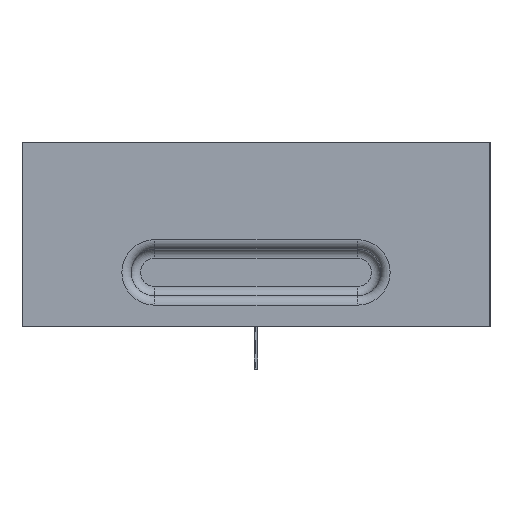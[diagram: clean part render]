
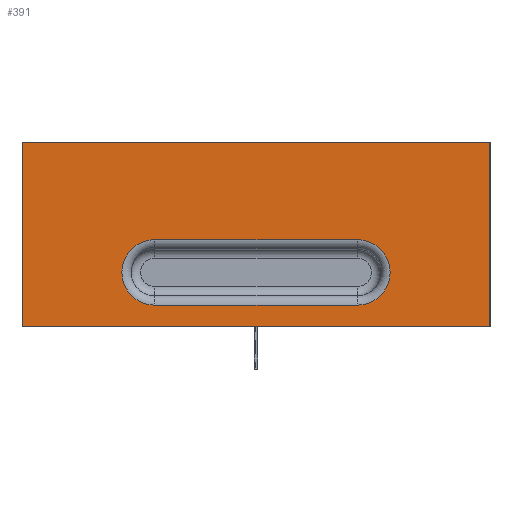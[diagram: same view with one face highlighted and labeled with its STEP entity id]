
A CAD part, left-side view. The second image highlights one B-rep face of the part: STEP entity #391.
In plain terms, the highlighted planar face has unit normal (-1, 0, 0).
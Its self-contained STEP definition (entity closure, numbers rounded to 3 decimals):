
#391 = ADVANCED_FACE( '', ( #902, #903 ), #904, .F. );
#902 = FACE_BOUND( '', #1490, .T. );
#903 = FACE_OUTER_BOUND( '', #1491, .T. );
#904 = PLANE( '', #1492 );
#1490 = EDGE_LOOP( '', ( #3228, #3229, #3230, #3231 ) );
#1491 = EDGE_LOOP( '', ( #3232, #3233, #3234, #3235 ) );
#1492 = AXIS2_PLACEMENT_3D( '', #3236, #3237, #3238 );
#3228 = ORIENTED_EDGE( '', *, *, #4316, .T. );
#3229 = ORIENTED_EDGE( '', *, *, #4317, .T. );
#3230 = ORIENTED_EDGE( '', *, *, #4318, .T. );
#3231 = ORIENTED_EDGE( '', *, *, #4319, .T. );
#3232 = ORIENTED_EDGE( '', *, *, #4320, .T. );
#3233 = ORIENTED_EDGE( '', *, *, #4321, .F. );
#3234 = ORIENTED_EDGE( '', *, *, #4322, .F. );
#3235 = ORIENTED_EDGE( '', *, *, #4323, .T. );
#3236 = CARTESIAN_POINT( '', ( -105.75, 75., 59. ) );
#3237 = DIRECTION( '', ( 1., 0., 0. ) );
#3238 = DIRECTION( '', ( 0., 0., -1. ) );
#4316 = EDGE_CURVE( '', #5320, #5321, #5322, .T. );
#4317 = EDGE_CURVE( '', #5321, #5323, #5324, .F. );
#4318 = EDGE_CURVE( '', #5323, #5325, #5326, .T. );
#4319 = EDGE_CURVE( '', #5325, #5320, #5327, .F. );
#4320 = EDGE_CURVE( '', #5328, #5329, #5330, .T. );
#4321 = EDGE_CURVE( '', #5331, #5329, #5332, .T. );
#4322 = EDGE_CURVE( '', #5333, #5331, #5334, .T. );
#4323 = EDGE_CURVE( '', #5333, #5328, #5335, .T. );
#5320 = VERTEX_POINT( '', #6804 );
#5321 = VERTEX_POINT( '', #6805 );
#5322 = CIRCLE( '', #6806, 10.5 );
#5323 = VERTEX_POINT( '', #6807 );
#5324 = LINE( '', #6808, #6809 );
#5325 = VERTEX_POINT( '', #6810 );
#5326 = CIRCLE( '', #6811, 10.5 );
#5327 = LINE( '', #6812, #6813 );
#5328 = VERTEX_POINT( '', #6814 );
#5329 = VERTEX_POINT( '', #6815 );
#5330 = LINE( '', #6816, #6817 );
#5331 = VERTEX_POINT( '', #6818 );
#5332 = LINE( '', #6819, #6820 );
#5333 = VERTEX_POINT( '', #6821 );
#5334 = LINE( '', #6822, #6823 );
#5335 = LINE( '', #6824, #6825 );
#6804 = CARTESIAN_POINT( '', ( -105.75, -32.5, 28. ) );
#6805 = CARTESIAN_POINT( '', ( -105.75, -32.5, 7. ) );
#6806 = AXIS2_PLACEMENT_3D( '', #7944, #7945, #7946 );
#6807 = CARTESIAN_POINT( '', ( -105.75, 32.5, 7. ) );
#6808 = CARTESIAN_POINT( '', ( -105.75, 75., 7. ) );
#6809 = VECTOR( '', #7947, 1000. );
#6810 = CARTESIAN_POINT( '', ( -105.75, 32.5, 28. ) );
#6811 = AXIS2_PLACEMENT_3D( '', #7948, #7949, #7950 );
#6812 = CARTESIAN_POINT( '', ( -105.75, 75., 28. ) );
#6813 = VECTOR( '', #7951, 1000. );
#6814 = CARTESIAN_POINT( '', ( -105.75, 75., 0. ) );
#6815 = CARTESIAN_POINT( '', ( -105.75, -75., 0. ) );
#6816 = CARTESIAN_POINT( '', ( -105.75, 75., 0. ) );
#6817 = VECTOR( '', #7952, 1000. );
#6818 = CARTESIAN_POINT( '', ( -105.75, -75., 59. ) );
#6819 = CARTESIAN_POINT( '', ( -105.75, -75., 59. ) );
#6820 = VECTOR( '', #7953, 1000. );
#6821 = CARTESIAN_POINT( '', ( -105.75, 75., 59. ) );
#6822 = CARTESIAN_POINT( '', ( -105.75, 75., 59. ) );
#6823 = VECTOR( '', #7954, 1000. );
#6824 = CARTESIAN_POINT( '', ( -105.75, 75., 59. ) );
#6825 = VECTOR( '', #7955, 1000. );
#7944 = CARTESIAN_POINT( '', ( -105.75, -32.5, 17.5 ) );
#7945 = DIRECTION( '', ( 1., 0., 0. ) );
#7946 = DIRECTION( '', ( 0., 0., -1. ) );
#7947 = DIRECTION( '', ( 0., -1., 0. ) );
#7948 = CARTESIAN_POINT( '', ( -105.75, 32.5, 17.5 ) );
#7949 = DIRECTION( '', ( 1., 0., 0. ) );
#7950 = DIRECTION( '', ( 0., 0., -1. ) );
#7951 = DIRECTION( '', ( 0., 1., 0. ) );
#7952 = DIRECTION( '', ( 0., -1., 0. ) );
#7953 = DIRECTION( '', ( 0., 0., -1. ) );
#7954 = DIRECTION( '', ( 0., -1., 0. ) );
#7955 = DIRECTION( '', ( 0., 0., -1. ) );
